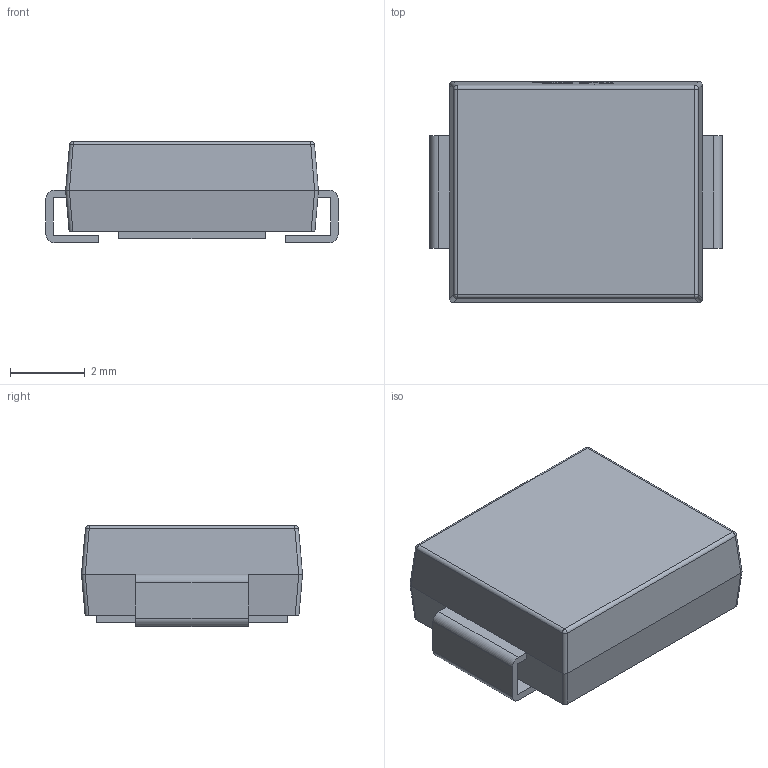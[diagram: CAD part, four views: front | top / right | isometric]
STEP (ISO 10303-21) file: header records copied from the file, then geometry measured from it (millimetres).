
FILE_DESCRIPTION (( 'STEP AP214' ), '1' );
FILE_NAME ('RES-SMD_L6.8-W5.9-LS7.8.step', '2022-07-28T09:03:09', ( '' ), ( '' ), 'SwSTEP 2.0', 'SolidWorks 2020', '' );
FILE_SCHEMA (( 'AUTOMOTIVE_DESIGN' ));
Length unit declared in the file: millimetre
Products named in the file (1): RES-SMD_L6.8-W5.9-LS7.8
Bounding box: 7.8 x 5.9 x 2.7 mm (x, y, z)
Volume: 99.7 mm3; surface area: 172.9 mm2
Topology: 1 solids, 1 shells, 281 faces, 753 edges, 494 vertices
Faces by surface type: plane 159, bspline 98, cylinder 20, sphere 4
Entity records: 12320 total; most frequent: CARTESIAN_POINT 2859, ORIENTED_EDGE 1506, DIRECTION 941, EDGE_CURVE 753, VECTOR 517, LINE 517, VERTEX_POINT 494, EDGE_LOOP 301
